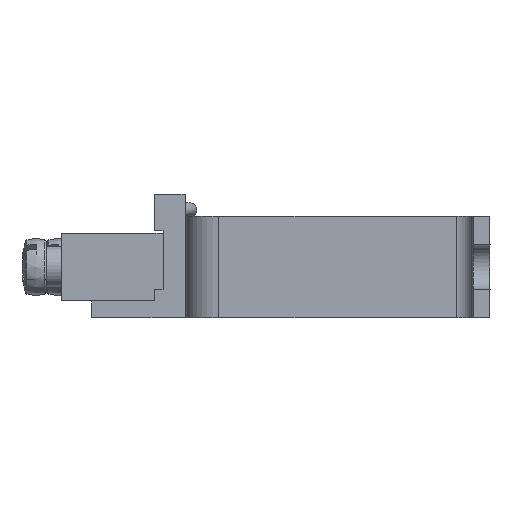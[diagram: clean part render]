
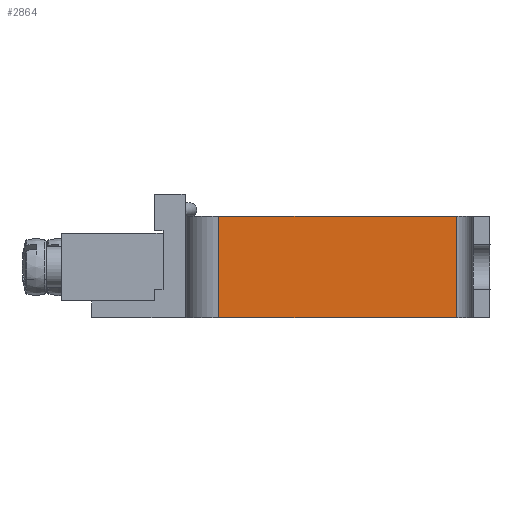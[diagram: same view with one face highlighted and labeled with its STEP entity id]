
A CAD part, left-side view. The second image highlights one B-rep face of the part: STEP entity #2864.
In plain terms, the highlighted planar face has unit normal (-1, 0, 0).
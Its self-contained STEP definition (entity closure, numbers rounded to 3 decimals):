
#281=LINE('',#5212,#481);
#289=LINE('',#5228,#489);
#297=LINE('',#5251,#497);
#298=LINE('',#5255,#498);
#481=VECTOR('',#3967,12.);
#489=VECTOR('',#3981,28.);
#497=VECTOR('',#4013,12.);
#498=VECTOR('',#4020,28.);
#600=PLANE('',#3189);
#1001=FACE_OUTER_BOUND('',#1247,.T.);
#1247=EDGE_LOOP('',(#2611,#2612,#2613,#2614));
#1519=VERTEX_POINT('',#5201);
#1520=VERTEX_POINT('',#5205);
#1525=VERTEX_POINT('',#5226);
#1528=VERTEX_POINT('',#5250);
#1867=EDGE_CURVE('',#1519,#1520,#281,.T.);
#1875=EDGE_CURVE('',#1525,#1520,#289,.T.);
#1887=EDGE_CURVE('',#1525,#1528,#297,.T.);
#1890=EDGE_CURVE('',#1519,#1528,#298,.T.);
#2611=ORIENTED_EDGE('',*,*,#1867,.T.);
#2612=ORIENTED_EDGE('',*,*,#1875,.F.);
#2613=ORIENTED_EDGE('',*,*,#1887,.T.);
#2614=ORIENTED_EDGE('',*,*,#1890,.F.);
#2864=ADVANCED_FACE('',(#1001),#600,.T.);
#3189=AXIS2_PLACEMENT_3D('',#5262,#4031,#4032);
#3967=DIRECTION('',(0.,-1.,0.));
#3981=DIRECTION('',(0.,0.,-1.));
#4013=DIRECTION('',(0.,1.,0.));
#4020=DIRECTION('',(0.,0.,1.));
#4031=DIRECTION('center_axis',(-1.,0.,0.));
#4032=DIRECTION('ref_axis',(0.,0.,1.));
#5201=CARTESIAN_POINT('',(-113.,6.,-30.));
#5205=CARTESIAN_POINT('',(-113.,-6.,-30.));
#5212=CARTESIAN_POINT('',(-113.,-3.,-30.));
#5226=CARTESIAN_POINT('',(-113.,-6.,-2.));
#5228=CARTESIAN_POINT('',(-113.,-6.,-2.));
#5250=CARTESIAN_POINT('',(-113.,6.,-2.));
#5251=CARTESIAN_POINT('',(-113.,0.,-2.));
#5255=CARTESIAN_POINT('',(-113.,6.,7.048));
#5262=CARTESIAN_POINT('Origin',(-113.,0.,-15.738));
